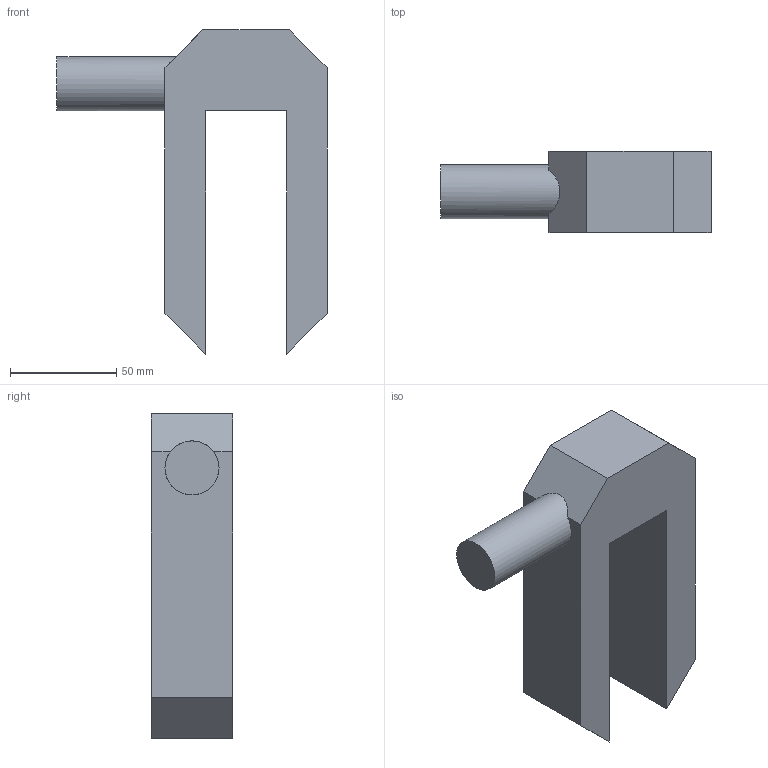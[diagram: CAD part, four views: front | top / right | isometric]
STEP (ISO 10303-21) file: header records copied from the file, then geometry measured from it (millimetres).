
FILE_DESCRIPTION(/* description */ ('STEP AP214'),/* implementation_level */ '2;1');
FILE_NAME(/* name */ '6840a0cf890e3e5bb4457739',/* time_stamp */ '2025-06-04T19:38:56Z',/* author */ (''),/* organization */ (''),/* preprocessor_version */ 'ST-DEVELOPER v20',/* originating_system */ 'ONSHAPE BY PTC INC, 1.198',/* authorisation */ ' ');
FILE_SCHEMA (('AUTOMOTIVE_DESIGN {1 0 10303 214 3 1 1}'));
Length unit declared in the file: metre
Products named in the file (1): Part 1
Bounding box: 127 x 38.1 x 152.4 mm (x, y, z)
Volume: 276550.8 mm3; surface area: 41745.4 mm2
Topology: 1 solids, 1 shells, 14 faces, 36 edges, 24 vertices
Faces by surface type: plane 13, cylinder 1
Full cylindrical faces by diameter (mm): 25.4 x1
Entity records: 439 total; most frequent: CARTESIAN_POINT 72, ORIENTED_EDGE 68, DIRECTION 67, EDGE_CURVE 34, LINE 31, VECTOR 31, VERTEX_POINT 23, AXIS2_PLACEMENT_3D 18
